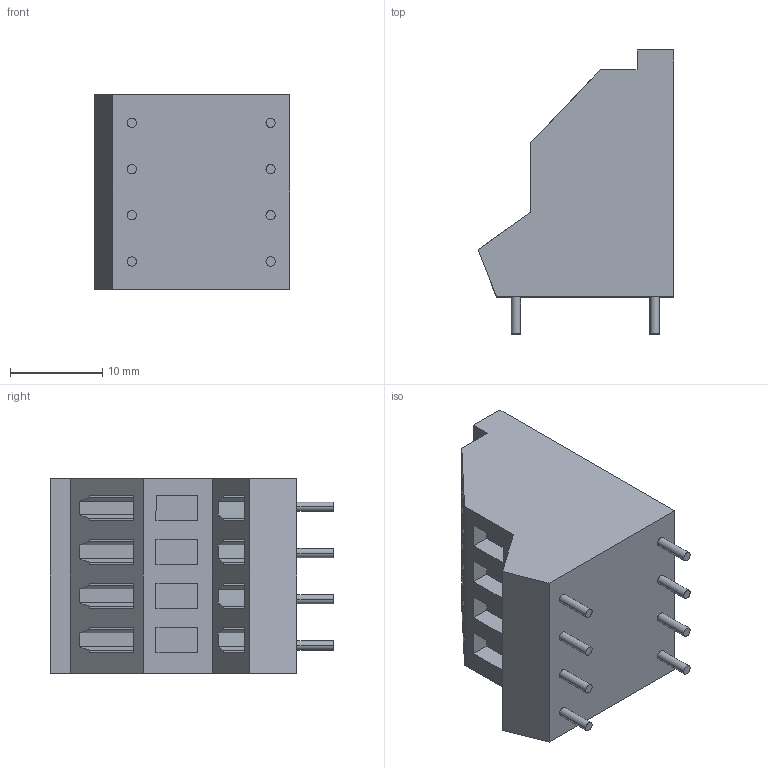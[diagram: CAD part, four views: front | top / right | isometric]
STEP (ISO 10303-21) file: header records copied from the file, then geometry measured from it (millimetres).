
FILE_DESCRIPTION (( 'STEP AP214' ), '1' );
FILE_NAME ('KFM736-5.0-4P P=5.0mm.STEP', '2020-10-17T22:44:43', ( '' ), ( '' ), 'SwSTEP 2.0', 'SolidWorks 2020', '' );
FILE_SCHEMA (( 'AUTOMOTIVE_DESIGN' ));
Length unit declared in the file: millimetre
Products named in the file (1): KFM736-5.0-4P P=5.0mm
Bounding box: 21.2 x 30.7 x 21.04 mm (x, y, z)
Volume: 7704.7 mm3; surface area: 3405.1 mm2
Topology: 1 solids, 1 shells, 127 faces, 315 edges, 210 vertices
Faces by surface type: plane 111, cylinder 16
Entity records: 3755 total; most frequent: CARTESIAN_POINT 653, ORIENTED_EDGE 630, DIRECTION 603, EDGE_CURVE 315, LINE 283, VECTOR 283, VERTEX_POINT 210, AXIS2_PLACEMENT_3D 160
